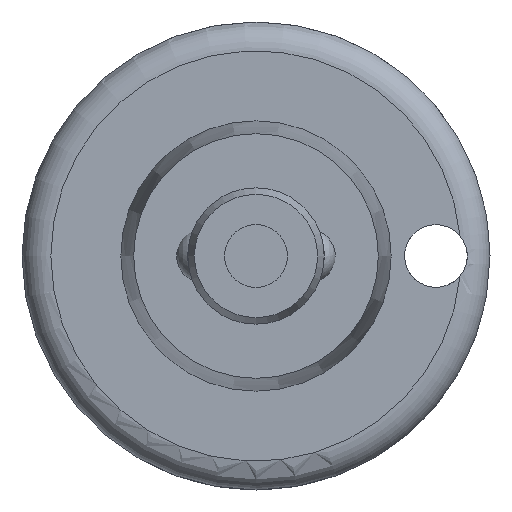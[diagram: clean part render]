
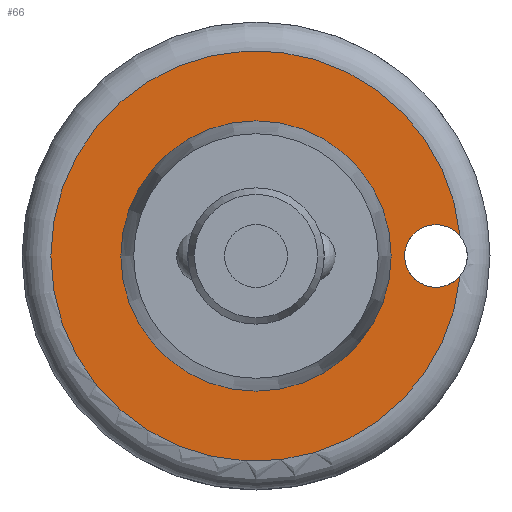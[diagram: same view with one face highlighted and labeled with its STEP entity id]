
A CAD part, front view. The second image highlights one B-rep face of the part: STEP entity #66.
In plain terms, the highlighted planar face has unit normal (0, -1, 0).
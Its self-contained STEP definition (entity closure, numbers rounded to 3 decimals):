
#66 = ADVANCED_FACE( '', ( #144, #145 ), #146, .F. );
#144 = FACE_OUTER_BOUND( '', #231, .T. );
#145 = FACE_BOUND( '', #232, .T. );
#146 = PLANE( '', #233 );
#231 = EDGE_LOOP( '', ( #339, #340 ) );
#232 = EDGE_LOOP( '', ( #341 ) );
#233 = AXIS2_PLACEMENT_3D( '', #342, #343, #344 );
#339 = ORIENTED_EDGE( '', *, *, #422, .F. );
#340 = ORIENTED_EDGE( '', *, *, #410, .T. );
#341 = ORIENTED_EDGE( '', *, *, #405, .T. );
#342 = CARTESIAN_POINT( '', ( -5.95, 15.88, 0. ) );
#343 = DIRECTION( '', ( 0., 1., 0. ) );
#344 = DIRECTION( '', ( -1., 0., 0. ) );
#405 = EDGE_CURVE( '', #454, #454, #455, .T. );
#410 = EDGE_CURVE( '', #460, #461, #463, .T. );
#422 = EDGE_CURVE( '', #460, #461, #481, .T. );
#454 = VERTEX_POINT( '', #582 );
#455 = CIRCLE( '', #583, 5.95 );
#460 = VERTEX_POINT( '', #588 );
#461 = VERTEX_POINT( '', #589 );
#463 = CIRCLE( '', #600, 1.38 );
#481 = CIRCLE( '', #618, 9.03 );
#582 = CARTESIAN_POINT( '', ( -5.95, 15.88, 0. ) );
#583 = AXIS2_PLACEMENT_3D( '', #688, #689, #690 );
#588 = CARTESIAN_POINT( '', ( 8.988, 15.88, -0.874 ) );
#589 = CARTESIAN_POINT( '', ( 8.988, 15.88, 0.874 ) );
#600 = AXIS2_PLACEMENT_3D( '', #697, #698, #699 );
#618 = AXIS2_PLACEMENT_3D( '', #718, #719, #720 );
#688 = CARTESIAN_POINT( '', ( 0., 15.88, 0. ) );
#689 = DIRECTION( '', ( 0., 1., 0. ) );
#690 = DIRECTION( '', ( -1., 0., 0. ) );
#697 = CARTESIAN_POINT( '', ( 7.92, 15.88, 0. ) );
#698 = DIRECTION( '', ( 0., 1., 0. ) );
#699 = DIRECTION( '', ( -1., 0., 0. ) );
#718 = CARTESIAN_POINT( '', ( 0., 15.88, 0. ) );
#719 = DIRECTION( '', ( 0., 1., 0. ) );
#720 = DIRECTION( '', ( -1., 0., 0. ) );
